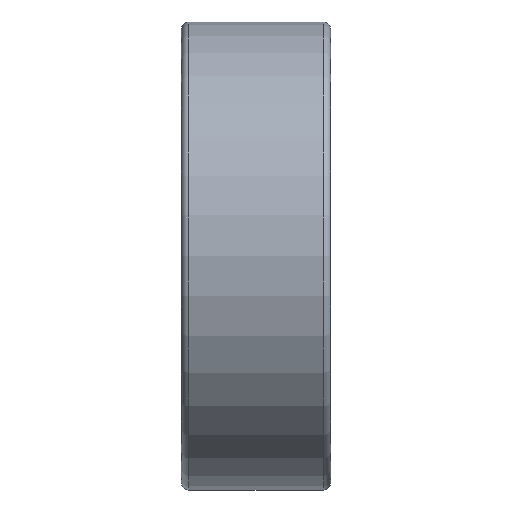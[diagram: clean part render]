
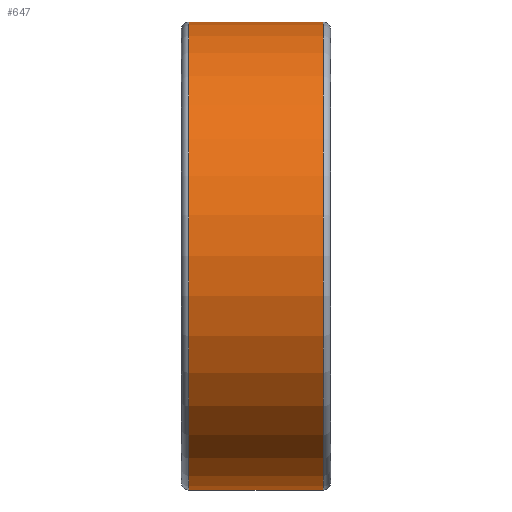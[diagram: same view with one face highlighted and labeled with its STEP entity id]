
A CAD part, top view. The second image highlights one B-rep face of the part: STEP entity #647.
In plain terms, the highlighted cylindrical face has radius 10.998 mm (diameter 21.996 mm), a partial arc.
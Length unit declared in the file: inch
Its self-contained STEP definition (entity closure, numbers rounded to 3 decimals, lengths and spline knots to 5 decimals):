
#144=CARTESIAN_POINT('',(-0.1242,0.,0.));
#145=DIRECTION('',(1.,0.,0.));
#146=DIRECTION('',(0.,1.,0.));
#147=AXIS2_PLACEMENT_3D('',#144,#145,#146);
#149=CARTESIAN_POINT('',(0.1242,0.,0.));
#150=DIRECTION('',(1.,0.,0.));
#151=DIRECTION('',(0.,1.,0.));
#152=AXIS2_PLACEMENT_3D('',#149,#150,#151);
#154=DIRECTION('',(-1.,0.,0.));
#155=VECTOR('',#154,0.2484);
#156=CARTESIAN_POINT('',(0.1242,0.433,0.));
#157=LINE('',#156,#155);
#158=DIRECTION('',(-1.,0.,0.));
#159=VECTOR('',#158,0.2484);
#160=CARTESIAN_POINT('',(0.1242,-0.433,0.));
#161=LINE('',#160,#159);
#320=CARTESIAN_POINT('',(0.1242,0.433,0.));
#322=VERTEX_POINT('',#320);
#323=CARTESIAN_POINT('',(-0.1242,0.433,0.));
#324=VERTEX_POINT('',#323);
#332=CARTESIAN_POINT('',(0.1242,-0.433,0.));
#334=VERTEX_POINT('',#332);
#335=CARTESIAN_POINT('',(-0.1242,-0.433,0.));
#336=VERTEX_POINT('',#335);
#633=CARTESIAN_POINT('',(-0.1518,0.,0.));
#634=DIRECTION('',(1.,0.,0.));
#635=DIRECTION('',(0.,-1.,0.));
#636=AXIS2_PLACEMENT_3D('',#633,#634,#635);
#637=CYLINDRICAL_SURFACE('',#636,0.433);
#639=ORIENTED_EDGE('',*,*,#638,.F.);
#641=ORIENTED_EDGE('',*,*,#640,.T.);
#643=ORIENTED_EDGE('',*,*,#642,.T.);
#644=ORIENTED_EDGE('',*,*,#626,.F.);
#645=EDGE_LOOP('',(#639,#641,#643,#644));
#646=FACE_OUTER_BOUND('',#645,.F.);
#148=CIRCLE('',#147,0.433);
#153=CIRCLE('',#152,0.433);
#626=EDGE_CURVE('',#324,#336,#148,.T.);
#638=EDGE_CURVE('',#322,#324,#157,.T.);
#640=EDGE_CURVE('',#322,#334,#153,.T.);
#642=EDGE_CURVE('',#334,#336,#161,.T.);
#647=ADVANCED_FACE('',(#646),#637,.T.);
